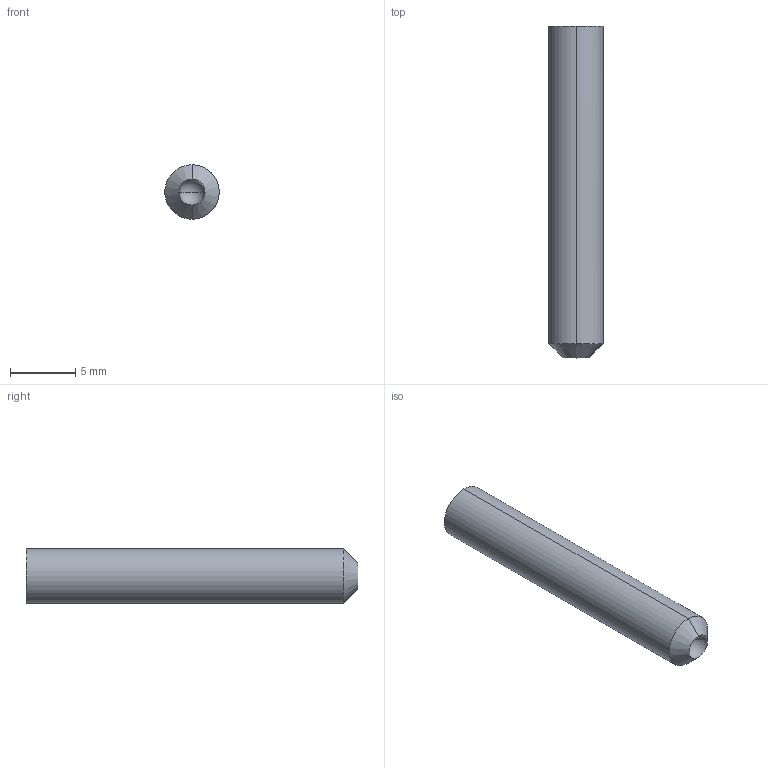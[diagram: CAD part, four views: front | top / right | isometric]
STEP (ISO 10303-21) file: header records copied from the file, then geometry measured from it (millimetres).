
FILE_DESCRIPTION (( 'STEP AP214' ), '1' );
FILE_NAME ('276-4988-001 Rev1.STEP', '2016-05-10T22:13:07', ( '' ), ( '' ), 'SwSTEP 2.0', 'SolidWorks 2015', '' );
FILE_SCHEMA (( 'AUTOMOTIVE_DESIGN' ));
Length unit declared in the file: millimetre
Products named in the file (1): 276-4988-001 Rev1
Bounding box: 4.17 x 25.4 x 4.17 mm (x, y, z)
Volume: 332.2 mm3; surface area: 364.6 mm2
Topology: 1 solids, 1 shells, 36 faces, 95 edges, 58 vertices
Faces by surface type: cylinder 19, cone 10, bspline 3, sphere 2, plane 2
Entity records: 6356 total; most frequent: CARTESIAN_POINT 5553, ORIENTED_EDGE 182, DIRECTION 127, EDGE_CURVE 91, VERTEX_POINT 58, AXIS2_PLACEMENT_3D 52, B_SPLINE_CURVE_WITH_KNOTS 48, EDGE_LOOP 37
